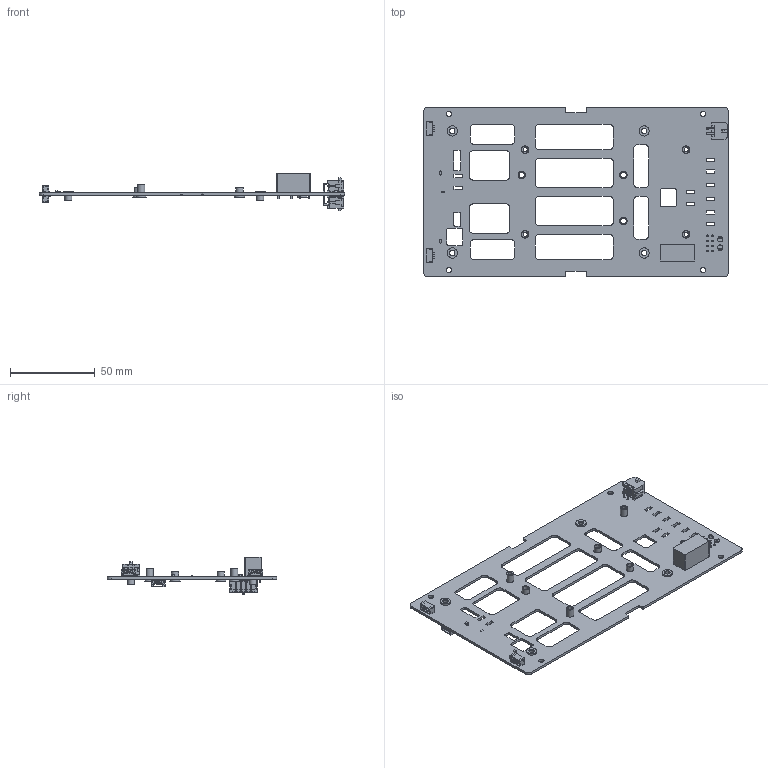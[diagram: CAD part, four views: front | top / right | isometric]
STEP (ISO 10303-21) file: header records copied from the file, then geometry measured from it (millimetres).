
FILE_DESCRIPTION(('KiCad electronic assembly'),'2;1');
FILE_NAME('Structure_PCB.step','2025-09-01T22:31:49',('Pcbnew'),('Kicad' ),'Open CASCADE STEP processor 7.8','KiCad to STEP converter', 'Unknown');
FILE_SCHEMA(('AUTOMOTIVE_DESIGN { 1 0 10303 214 1 1 1 1 }'));
Length unit declared in the file: millimetre
Products named in the file (14): Structure_PCB 1; Mounting_Wuerth_WA-SMSR-3.2mm_H4.6mm_ReverseMount_9775046960; Fuse_0603_1608Metric; JST_GH_SM04B-GHS-TB_1x04-1MP_P1.25mm_Horizontal; Relay_DPDT_Finder_30.22; D_SOD-323; 430450400; SOLID; COMPOUND; Mounting_Wuerth_WA-SMSR-M3_H6.6mm_ReverseMount_9775066360; 430450800; Structure_PCB_PCB
Assembly tree (26 placements, depth 3):
  Structure_PCB 1
    Mounting_Wuerth_WA-SMSR-3.2mm_H4.6mm_ReverseMount_9775046960  x7
    Fuse_0603_1608Metric
    JST_GH_SM04B-GHS-TB_1x04-1MP_P1.25mm_Horizontal  x3
    Relay_DPDT_Finder_30.22
    D_SOD-323  x3
    430450400
      SOLID
      COMPOUND
    Mounting_Wuerth_WA-SMSR-M3_H6.6mm_ReverseMount_9775066360  x4
    430450800
      SOLID
      COMPOUND
    Structure_PCB_PCB
Bounding box: 180 x 100 x 21.91 mm (x, y, z)
Volume: 23168.1 mm3; surface area: 34608.2 mm2
Topology: 22 solids, 22 shells, 1824 faces, 4831 edges, 3164 vertices
Faces by surface type: plane 1553, cylinder 185, bspline 78, cone 4, torus 4
Full cylindrical faces by diameter (mm): 0.8 x8, 1.02 x12, 2.46 x4, 3 x3, 3.2 x11, 4.2 x11, 4.4 x11, 6 x11
Entity records: 40680 total; most frequent: CARTESIAN_POINT 6913, ORIENTED_EDGE 6516, DIRECTION 6054, EDGE_CURVE 3258, LINE 2920, VECTOR 2920, VERTEX_POINT 2094, AXIS2_PLACEMENT_3D 1567
